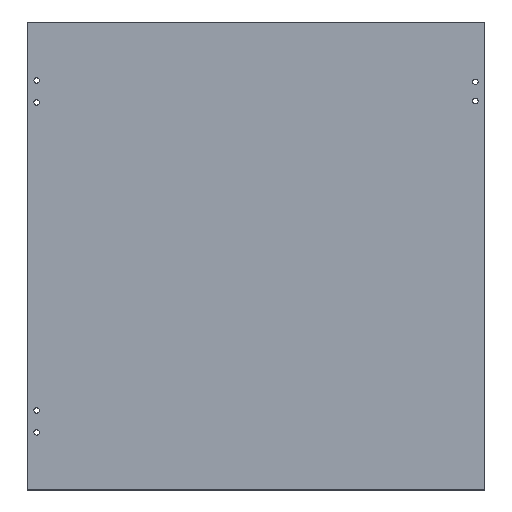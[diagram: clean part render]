
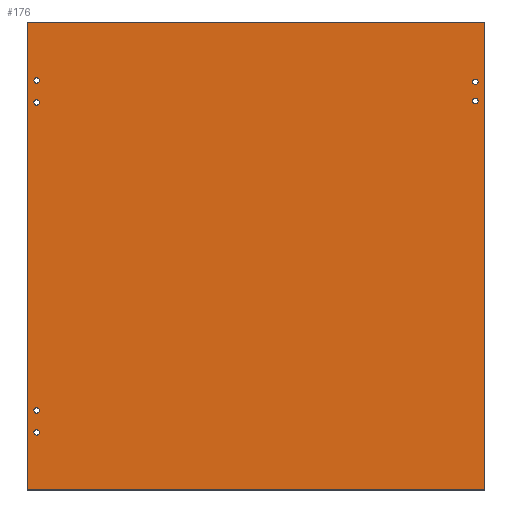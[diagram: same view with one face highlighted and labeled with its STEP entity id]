
A CAD part, top view. The second image highlights one B-rep face of the part: STEP entity #176.
In plain terms, the highlighted planar face has unit normal (0, 0, 1).
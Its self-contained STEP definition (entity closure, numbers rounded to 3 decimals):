
#4 = DIRECTION ( 'NONE',  ( 1., 0., 0. ) ) ;
#6 = EDGE_CURVE ( 'NONE', #479, #365, #29, .T. ) ;
#26 = EDGE_CURVE ( 'NONE', #371, #671, #182, .T. ) ;
#29 = CIRCLE ( 'NONE', #49, 6. ) ;
#30 = LINE ( 'NONE', #237, #618 ) ;
#34 = EDGE_LOOP ( 'NONE', ( #460, #279 ) ) ;
#39 = CIRCLE ( 'NONE', #652, 6. ) ;
#43 = CARTESIAN_POINT ( 'NONE',  ( 500., 512., 5. ) ) ;
#46 = CARTESIAN_POINT ( 'NONE',  ( -486., 336., 5. ) ) ;
#49 = AXIS2_PLACEMENT_3D ( 'NONE', #311, #213, #679 ) ;
#50 = AXIS2_PLACEMENT_3D ( 'NONE', #667, #546, #300 ) ;
#51 = CARTESIAN_POINT ( 'NONE',  ( -480., -386., 5. ) ) ;
#54 = EDGE_CURVE ( 'NONE', #198, #491, #521, .T. ) ;
#55 = DIRECTION ( 'NONE',  ( 1., 0., 0. ) ) ;
#56 = ORIENTED_EDGE ( 'NONE', *, *, #162, .F. ) ;
#59 = CARTESIAN_POINT ( 'NONE',  ( -480., 384., 5. ) ) ;
#61 = EDGE_CURVE ( 'NONE', #301, #306, #266, .T. ) ;
#65 = CARTESIAN_POINT ( 'NONE',  ( -474., -386., 5. ) ) ;
#67 = VERTEX_POINT ( 'NONE', #360 ) ;
#71 = AXIS2_PLACEMENT_3D ( 'NONE', #439, #172, #374 ) ;
#73 = PLANE ( 'NONE',  #482 ) ;
#74 = ORIENTED_EDGE ( 'NONE', *, *, #290, .F. ) ;
#79 = DIRECTION ( 'NONE',  ( 1., 0., 0. ) ) ;
#80 = VERTEX_POINT ( 'NONE', #565 ) ;
#82 = AXIS2_PLACEMENT_3D ( 'NONE', #384, #348, #598 ) ;
#84 = CARTESIAN_POINT ( 'NONE',  ( -486., -386., 5. ) ) ;
#94 = CIRCLE ( 'NONE', #548, 6. ) ;
#100 = DIRECTION ( 'NONE',  ( -1., 0., 0. ) ) ;
#102 = EDGE_CURVE ( 'NONE', #306, #452, #635, .T. ) ;
#105 = CARTESIAN_POINT ( 'NONE',  ( -474., -338., 5. ) ) ;
#107 = DIRECTION ( 'NONE',  ( 1., 0., 0. ) ) ;
#110 = DIRECTION ( 'NONE',  ( 0., 0., 1. ) ) ;
#112 = DIRECTION ( 'NONE',  ( 1., 0., 0. ) ) ;
#117 = AXIS2_PLACEMENT_3D ( 'NONE', #51, #258, #107 ) ;
#120 = DIRECTION ( 'NONE',  ( 0., 0., 1. ) ) ;
#123 = CARTESIAN_POINT ( 'NONE',  ( -480., -338., 5. ) ) ;
#124 = VECTOR ( 'NONE', #4, 1000. ) ;
#138 = AXIS2_PLACEMENT_3D ( 'NONE', #123, #227, #317 ) ;
#140 = DIRECTION ( 'NONE',  ( 0., 0., 1. ) ) ;
#141 = ORIENTED_EDGE ( 'NONE', *, *, #545, .T. ) ;
#147 = CARTESIAN_POINT ( 'NONE',  ( 480., 381., 5. ) ) ;
#153 = DIRECTION ( 'NONE',  ( 1., 0., 0. ) ) ;
#155 = CARTESIAN_POINT ( 'NONE',  ( -480., 336., 5. ) ) ;
#157 = DIRECTION ( 'NONE',  ( 0., 0., 1. ) ) ;
#158 = VECTOR ( 'NONE', #471, 1000. ) ;
#160 = DIRECTION ( 'NONE',  ( 0., 0., 1. ) ) ;
#162 = EDGE_CURVE ( 'NONE', #614, #514, #428, .T. ) ;
#168 = FACE_BOUND ( 'NONE', #34, .T. ) ;
#169 = CIRCLE ( 'NONE', #82, 6. ) ;
#172 = DIRECTION ( 'NONE',  ( 0., 0., 1. ) ) ;
#173 = ORIENTED_EDGE ( 'NONE', *, *, #402, .F. ) ;
#174 = CARTESIAN_POINT ( 'NONE',  ( 474., 339., 5. ) ) ;
#176 = ADVANCED_FACE ( 'NONE', ( #425, #271, #531, #379, #281, #168, #533 ), #73, .T. ) ;
#177 = EDGE_LOOP ( 'NONE', ( #222, #173 ) ) ;
#181 = EDGE_LOOP ( 'NONE', ( #504, #56 ) ) ;
#182 = CIRCLE ( 'NONE', #117, 6. ) ;
#184 = CARTESIAN_POINT ( 'NONE',  ( 480., 339., 5. ) ) ;
#198 = VERTEX_POINT ( 'NONE', #644 ) ;
#213 = DIRECTION ( 'NONE',  ( 0., 0., 1. ) ) ;
#215 = CARTESIAN_POINT ( 'NONE',  ( -500., -512., 5. ) ) ;
#216 = AXIS2_PLACEMENT_3D ( 'NONE', #147, #399, #350 ) ;
#222 = ORIENTED_EDGE ( 'NONE', *, *, #26, .F. ) ;
#223 = EDGE_CURVE ( 'NONE', #514, #614, #562, .T. ) ;
#227 = DIRECTION ( 'NONE',  ( 0., 0., 1. ) ) ;
#232 = EDGE_LOOP ( 'NONE', ( #241, #74 ) ) ;
#237 = CARTESIAN_POINT ( 'NONE',  ( -500., 512., 5. ) ) ;
#238 = ORIENTED_EDGE ( 'NONE', *, *, #54, .F. ) ;
#240 = CARTESIAN_POINT ( 'NONE',  ( -500., 512., 5. ) ) ;
#241 = ORIENTED_EDGE ( 'NONE', *, *, #559, .F. ) ;
#243 = DIRECTION ( 'NONE',  ( 1., 0., 0. ) ) ;
#249 = EDGE_LOOP ( 'NONE', ( #490, #405 ) ) ;
#250 = CARTESIAN_POINT ( 'NONE',  ( -474., 336., 5. ) ) ;
#258 = DIRECTION ( 'NONE',  ( 0., 0., 1. ) ) ;
#261 = CARTESIAN_POINT ( 'NONE',  ( -474., 384., 5. ) ) ;
#266 = LINE ( 'NONE', #628, #158 ) ;
#271 = FACE_BOUND ( 'NONE', #385, .T. ) ;
#279 = ORIENTED_EDGE ( 'NONE', *, *, #534, .F. ) ;
#281 = FACE_BOUND ( 'NONE', #232, .T. ) ;
#283 = AXIS2_PLACEMENT_3D ( 'NONE', #335, #140, #79 ) ;
#285 = AXIS2_PLACEMENT_3D ( 'NONE', #59, #110, #112 ) ;
#287 = CIRCLE ( 'NONE', #50, 6. ) ;
#290 = EDGE_CURVE ( 'NONE', #80, #645, #39, .T. ) ;
#294 = CARTESIAN_POINT ( 'NONE',  ( 486., 381., 5. ) ) ;
#296 = EDGE_CURVE ( 'NONE', #373, #401, #419, .T. ) ;
#298 = DIRECTION ( 'NONE',  ( 0., -1., 0. ) ) ;
#300 = DIRECTION ( 'NONE',  ( 1., 0., 0. ) ) ;
#301 = VERTEX_POINT ( 'NONE', #450 ) ;
#306 = VERTEX_POINT ( 'NONE', #43 ) ;
#311 = CARTESIAN_POINT ( 'NONE',  ( -480., 336., 5. ) ) ;
#315 = AXIS2_PLACEMENT_3D ( 'NONE', #564, #160, #55 ) ;
#317 = DIRECTION ( 'NONE',  ( 1., 0., 0. ) ) ;
#329 = EDGE_CURVE ( 'NONE', #491, #198, #287, .T. ) ;
#335 = CARTESIAN_POINT ( 'NONE',  ( -480., -386., 5. ) ) ;
#348 = DIRECTION ( 'NONE',  ( 0., 0., 1. ) ) ;
#350 = DIRECTION ( 'NONE',  ( 1., 0., 0. ) ) ;
#360 = CARTESIAN_POINT ( 'NONE',  ( -500., -512., 5. ) ) ;
#365 = VERTEX_POINT ( 'NONE', #250 ) ;
#371 = VERTEX_POINT ( 'NONE', #84 ) ;
#373 = VERTEX_POINT ( 'NONE', #655 ) ;
#374 = DIRECTION ( 'NONE',  ( 1., 0., 0. ) ) ;
#375 = EDGE_CURVE ( 'NONE', #401, #373, #169, .T. ) ;
#379 = FACE_OUTER_BOUND ( 'NONE', #658, .T. ) ;
#384 = CARTESIAN_POINT ( 'NONE',  ( 480., 381., 5. ) ) ;
#385 = EDGE_LOOP ( 'NONE', ( #238, #639 ) ) ;
#392 = VECTOR ( 'NONE', #100, 1000. ) ;
#399 = DIRECTION ( 'NONE',  ( 0., 0., 1. ) ) ;
#401 = VERTEX_POINT ( 'NONE', #294 ) ;
#402 = EDGE_CURVE ( 'NONE', #671, #371, #417, .T. ) ;
#405 = ORIENTED_EDGE ( 'NONE', *, *, #375, .F. ) ;
#417 = CIRCLE ( 'NONE', #283, 6. ) ;
#419 = CIRCLE ( 'NONE', #216, 6. ) ;
#420 = CARTESIAN_POINT ( 'NONE',  ( -486., -338., 5. ) ) ;
#425 = FACE_BOUND ( 'NONE', #181, .T. ) ;
#428 = CIRCLE ( 'NONE', #138, 6. ) ;
#439 = CARTESIAN_POINT ( 'NONE',  ( -480., -338., 5. ) ) ;
#443 = EDGE_CURVE ( 'NONE', #452, #67, #30, .T. ) ;
#446 = ORIENTED_EDGE ( 'NONE', *, *, #102, .T. ) ;
#450 = CARTESIAN_POINT ( 'NONE',  ( 500., -512., 5. ) ) ;
#452 = VERTEX_POINT ( 'NONE', #240 ) ;
#460 = ORIENTED_EDGE ( 'NONE', *, *, #6, .F. ) ;
#465 = LINE ( 'NONE', #215, #124 ) ;
#471 = DIRECTION ( 'NONE',  ( 0., 1., 0. ) ) ;
#479 = VERTEX_POINT ( 'NONE', #46 ) ;
#482 = AXIS2_PLACEMENT_3D ( 'NONE', #638, #120, #537 ) ;
#490 = ORIENTED_EDGE ( 'NONE', *, *, #296, .F. ) ;
#491 = VERTEX_POINT ( 'NONE', #261 ) ;
#504 = ORIENTED_EDGE ( 'NONE', *, *, #223, .F. ) ;
#514 = VERTEX_POINT ( 'NONE', #420 ) ;
#521 = CIRCLE ( 'NONE', #285, 6. ) ;
#529 = CIRCLE ( 'NONE', #315, 6. ) ;
#531 = FACE_BOUND ( 'NONE', #249, .T. ) ;
#533 = FACE_BOUND ( 'NONE', #177, .T. ) ;
#534 = EDGE_CURVE ( 'NONE', #365, #479, #94, .T. ) ;
#537 = DIRECTION ( 'NONE',  ( 1., 0., 0. ) ) ;
#545 = EDGE_CURVE ( 'NONE', #67, #301, #465, .T. ) ;
#546 = DIRECTION ( 'NONE',  ( 0., 0., 1. ) ) ;
#548 = AXIS2_PLACEMENT_3D ( 'NONE', #155, #157, #153 ) ;
#556 = ORIENTED_EDGE ( 'NONE', *, *, #61, .T. ) ;
#559 = EDGE_CURVE ( 'NONE', #645, #80, #529, .T. ) ;
#562 = CIRCLE ( 'NONE', #71, 6. ) ;
#564 = CARTESIAN_POINT ( 'NONE',  ( 480., 339., 5. ) ) ;
#565 = CARTESIAN_POINT ( 'NONE',  ( 486., 339., 5. ) ) ;
#598 = DIRECTION ( 'NONE',  ( 1., 0., 0. ) ) ;
#614 = VERTEX_POINT ( 'NONE', #105 ) ;
#618 = VECTOR ( 'NONE', #298, 1000. ) ;
#623 = ORIENTED_EDGE ( 'NONE', *, *, #443, .T. ) ;
#628 = CARTESIAN_POINT ( 'NONE',  ( 500., 512., 5. ) ) ;
#635 = LINE ( 'NONE', #637, #392 ) ;
#637 = CARTESIAN_POINT ( 'NONE',  ( -500., 512., 5. ) ) ;
#638 = CARTESIAN_POINT ( 'NONE',  ( 0., 0., 5. ) ) ;
#639 = ORIENTED_EDGE ( 'NONE', *, *, #329, .F. ) ;
#644 = CARTESIAN_POINT ( 'NONE',  ( -486., 384., 5. ) ) ;
#645 = VERTEX_POINT ( 'NONE', #174 ) ;
#652 = AXIS2_PLACEMENT_3D ( 'NONE', #184, #656, #243 ) ;
#655 = CARTESIAN_POINT ( 'NONE',  ( 474., 381., 5. ) ) ;
#656 = DIRECTION ( 'NONE',  ( 0., 0., 1. ) ) ;
#658 = EDGE_LOOP ( 'NONE', ( #556, #446, #623, #141 ) ) ;
#667 = CARTESIAN_POINT ( 'NONE',  ( -480., 384., 5. ) ) ;
#671 = VERTEX_POINT ( 'NONE', #65 ) ;
#679 = DIRECTION ( 'NONE',  ( 1., 0., 0. ) ) ;
